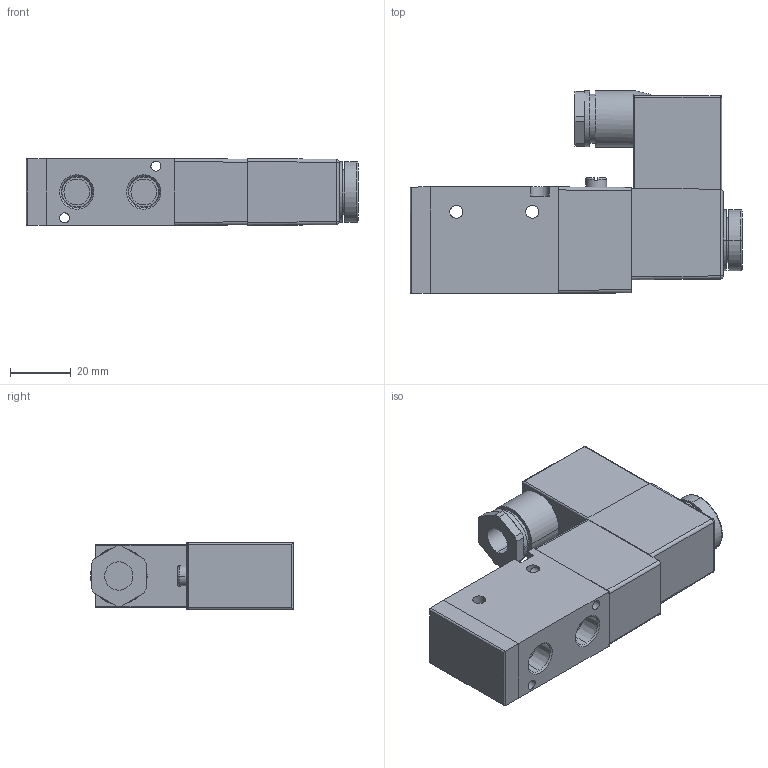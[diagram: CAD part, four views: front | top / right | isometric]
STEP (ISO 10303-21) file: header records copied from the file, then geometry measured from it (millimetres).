
FILE_DESCRIPTION (( 'STEP AP203' ), '1' );
FILE_NAME ('AVS-3211-24D.step', '2015-11-09T22:44:54', ( '' ), ( '' ), 'SwSTEP 2.0', 'SolidWorks 2015', '' );
FILE_SCHEMA (( 'CONFIG_CONTROL_DESIGN' ));
Length unit declared in the file: millimetre
Products named in the file (1): AVS-3211-24D
Bounding box: 109.1 x 66.7 x 22 mm (x, y, z)
Volume: 96544.9 mm3; surface area: 23276.4 mm2
Topology: 4 solids, 4 shells, 159 faces, 383 edges, 237 vertices
Faces by surface type: plane 84, cylinder 53, cone 12, torus 5, sphere 4, bspline 1
Entity records: 4831 total; most frequent: CARTESIAN_POINT 1069, DIRECTION 774, ORIENTED_EDGE 762, EDGE_CURVE 381, AXIS2_PLACEMENT_3D 280, VERTEX_POINT 237, LINE 214, VECTOR 214
